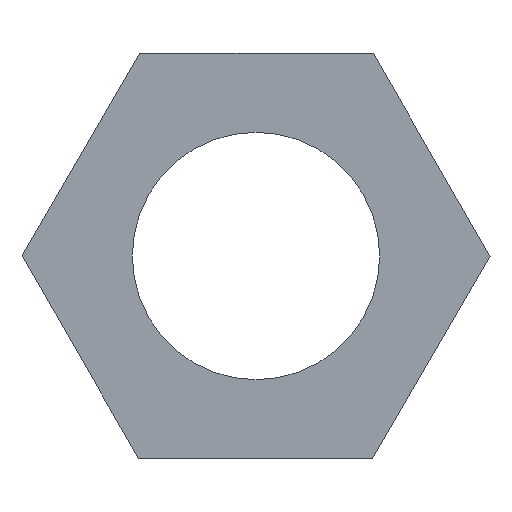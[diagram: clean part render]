
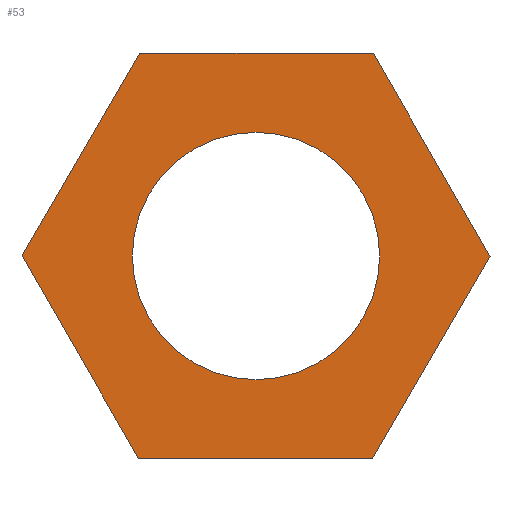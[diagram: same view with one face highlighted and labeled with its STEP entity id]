
A CAD part, left-side view. The second image highlights one B-rep face of the part: STEP entity #53.
In plain terms, the highlighted planar face has unit normal (-1, 0, 0).
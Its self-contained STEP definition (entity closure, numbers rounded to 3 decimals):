
#53=ADVANCED_FACE('',(#134,#136),#138,.F.);
#134=FACE_BOUND('',#135,.T.);
#135=EDGE_LOOP('',(#203,#204,#205,#206,#207,#208));
#136=FACE_BOUND('',#137,.T.);
#137=EDGE_LOOP('',(#209));
#138=PLANE('',#139);
#139=AXIS2_PLACEMENT_3D('',#140,#141,#142);
#140=CARTESIAN_POINT('',(0.,0.,0.));
#141=DIRECTION('',(1.,0.,0.));
#142=DIRECTION('',(0.,1.,0.));
#203=ORIENTED_EDGE('',*,*,#243,.F.);
#204=ORIENTED_EDGE('',*,*,#244,.F.);
#205=ORIENTED_EDGE('',*,*,#245,.F.);
#206=ORIENTED_EDGE('',*,*,#246,.F.);
#207=ORIENTED_EDGE('',*,*,#247,.F.);
#208=ORIENTED_EDGE('',*,*,#248,.F.);
#209=ORIENTED_EDGE('',*,*,#249,.T.);
#243=EDGE_CURVE('',#263,#264,#265,.T.);
#244=EDGE_CURVE('',#266,#263,#267,.T.);
#245=EDGE_CURVE('',#268,#266,#269,.T.);
#246=EDGE_CURVE('',#270,#268,#271,.T.);
#247=EDGE_CURVE('',#272,#270,#273,.T.);
#248=EDGE_CURVE('',#264,#272,#274,.T.);
#249=EDGE_CURVE('',#275,#275,#276,.T.);
#263=VERTEX_POINT('',#297);
#264=VERTEX_POINT('',#298);
#265=LINE('',#299,#300);
#266=VERTEX_POINT('',#302);
#267=LINE('',#303,#304);
#268=VERTEX_POINT('',#306);
#269=LINE('',#307,#308);
#270=VERTEX_POINT('',#310);
#271=LINE('',#311,#312);
#272=VERTEX_POINT('',#314);
#273=LINE('',#315,#316);
#274=LINE('',#318,#319);
#275=VERTEX_POINT('',#321);
#276=CIRCLE('',#322,41.5);
#297=CARTESIAN_POINT('',(0.,39.063,68.113));
#298=CARTESIAN_POINT('',(0.,-39.456,67.886));
#299=CARTESIAN_POINT('',(0.,39.063,68.113));
#300=VECTOR('',#301,1.);
#301=DIRECTION('',(0.,-1.,-0.003));
#302=CARTESIAN_POINT('',(0.,78.519,0.227));
#303=CARTESIAN_POINT('',(0.,78.519,0.227));
#304=VECTOR('',#305,1.);
#305=DIRECTION('',(0.,-0.503,0.865));
#306=CARTESIAN_POINT('',(0.,39.456,-67.886));
#307=CARTESIAN_POINT('',(0.,39.456,-67.886));
#308=VECTOR('',#309,1.);
#309=DIRECTION('',(0.,0.497,0.867));
#310=CARTESIAN_POINT('',(0.,-39.063,-68.113));
#311=CARTESIAN_POINT('',(0.,-39.063,-68.113));
#312=VECTOR('',#313,1.);
#313=DIRECTION('',(0.,1.,0.003));
#314=CARTESIAN_POINT('',(0.,-78.519,-0.227));
#315=CARTESIAN_POINT('',(0.,-78.519,-0.227));
#316=VECTOR('',#317,1.);
#317=DIRECTION('',(0.,0.503,-0.865));
#318=CARTESIAN_POINT('',(0.,-39.456,67.886));
#319=VECTOR('',#320,1.);
#320=DIRECTION('',(0.,-0.497,-0.867));
#321=CARTESIAN_POINT('',(0.,41.5,0.));
#322=AXIS2_PLACEMENT_3D('',#323,#324,#325);
#323=CARTESIAN_POINT('',(0.,0.,0.));
#324=DIRECTION('',(1.,0.,0.));
#325=DIRECTION('',(0.,1.,0.));
